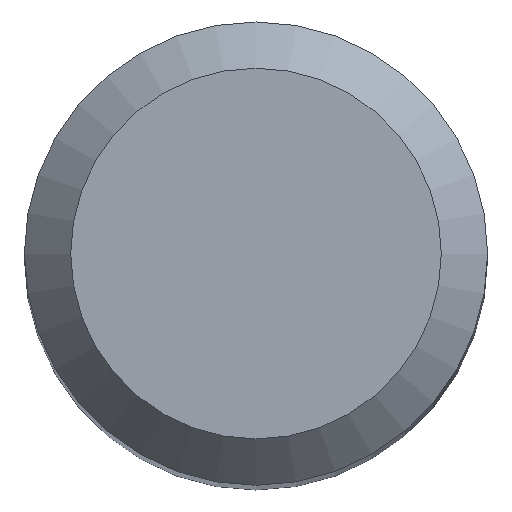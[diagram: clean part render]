
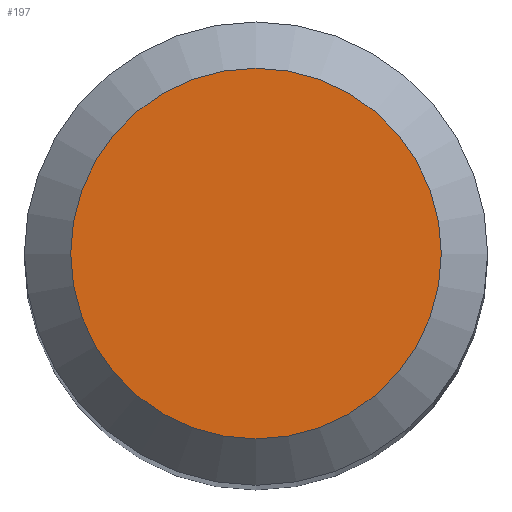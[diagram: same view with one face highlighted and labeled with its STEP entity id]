
A CAD part, top view. The second image highlights one B-rep face of the part: STEP entity #197.
In plain terms, the highlighted planar face has unit normal (0, 0, 1).
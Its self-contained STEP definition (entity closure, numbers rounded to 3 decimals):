
#5 = AXIS2_PLACEMENT_3D ( 'NONE', #307, #157, #164 ) ;
#15 = DIRECTION ( 'NONE',  ( 1., 0., 0. ) ) ;
#44 = EDGE_LOOP ( 'NONE', ( #382 ) ) ;
#60 = PLANE ( 'NONE',  #5 ) ;
#76 = EDGE_CURVE ( 'NONE', #349, #349, #274, .T. ) ;
#157 = DIRECTION ( 'NONE',  ( 0., 0., -1. ) ) ;
#164 = DIRECTION ( 'NONE',  ( -1., 0., 0. ) ) ;
#169 = CARTESIAN_POINT ( 'NONE',  ( 3.2, 0., 75. ) ) ;
#179 = CARTESIAN_POINT ( 'NONE',  ( 0., 0., 75. ) ) ;
#186 = AXIS2_PLACEMENT_3D ( 'NONE', #179, #199, #15 ) ;
#194 = FACE_OUTER_BOUND ( 'NONE', #44, .T. ) ;
#197 = ADVANCED_FACE ( 'NONE', ( #194 ), #60, .F. ) ;
#199 = DIRECTION ( 'NONE',  ( 0., 0., 1. ) ) ;
#274 = CIRCLE ( 'NONE', #186, 3.2 ) ;
#307 = CARTESIAN_POINT ( 'NONE',  ( 0., 3.2, 75. ) ) ;
#349 = VERTEX_POINT ( 'NONE', #169 ) ;
#382 = ORIENTED_EDGE ( 'NONE', *, *, #76, .T. ) ;
